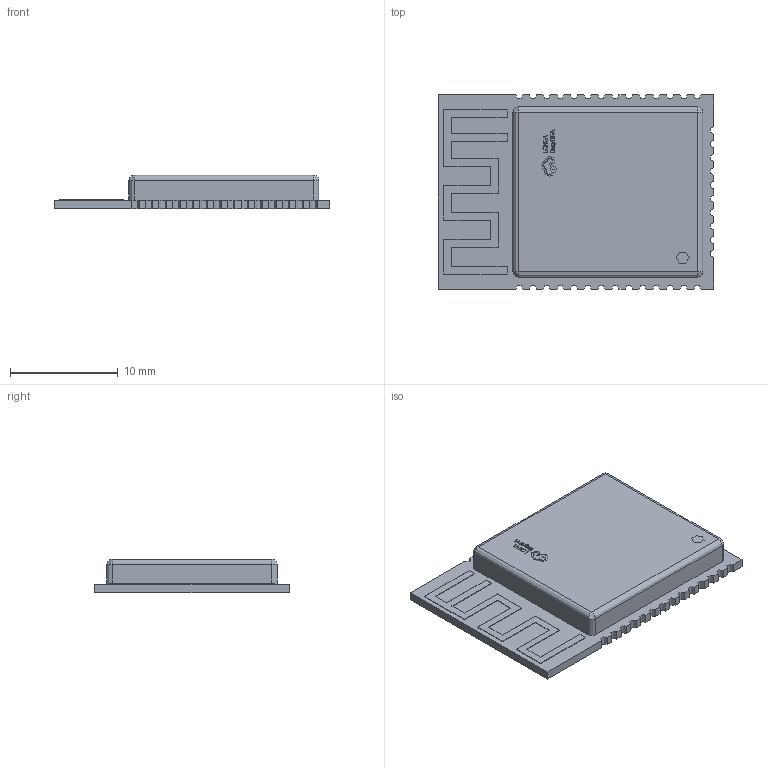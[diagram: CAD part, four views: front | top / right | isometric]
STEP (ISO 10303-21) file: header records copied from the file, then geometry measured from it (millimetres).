
FILE_DESCRIPTION (( 'STEP AP203' ), '1' );
FILE_NAME ('ESP32-WROOM-32D.STEP', '2024-01-08T05:42:58', ( '' ), ( '' ), 'SwSTEP 2.0', 'SolidWorks 2021', '' );
FILE_SCHEMA (( 'CONFIG_CONTROL_DESIGN' ));
Length unit declared in the file: millimetre
Products named in the file (4): ESP32-WROOM-32D; U1; COMPOUND; WIFIM-SMD_ESP32-WROOM-32D
Assembly tree (3 placements, depth 4):
  ESP32-WROOM-32D
    U1
      WIFIM-SMD_ESP32-WROOM-32D
        COMPOUND
Bounding box: 25.5 x 18 x 3.1 mm (x, y, z)
Topology: 0 solids, 15 shells, 361 faces, 957 edges, 624 vertices
Faces by surface type: plane 211, bspline 102, cylinder 48
Entity records: 12081 total; most frequent: CARTESIAN_POINT 3349, ORIENTED_EDGE 1907, DIRECTION 1387, EDGE_CURVE 954, LINE 661, VECTOR 661, VERTEX_POINT 625, EDGE_LOOP 376
